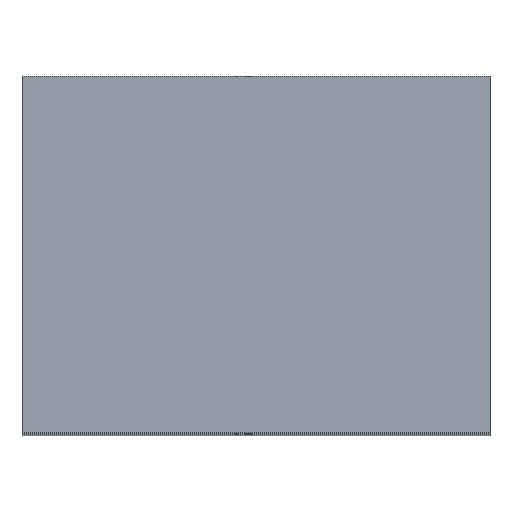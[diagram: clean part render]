
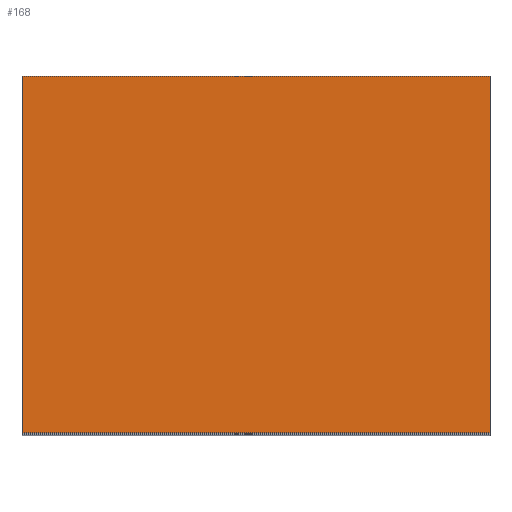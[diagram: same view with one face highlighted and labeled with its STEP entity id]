
A CAD part, top view. The second image highlights one B-rep face of the part: STEP entity #168.
In plain terms, the highlighted planar face has unit normal (0, 0, 1).
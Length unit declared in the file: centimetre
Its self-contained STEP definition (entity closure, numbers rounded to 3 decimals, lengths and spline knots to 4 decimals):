
#168=ADVANCED_FACE('0:2162',(#285),#286,.T.);
#285=FACE_OUTER_BOUND('',#370,.T.);
#286=PLANE('',#371);
#370=EDGE_LOOP('',(#405,#406,#407,#408));
#371=AXIS2_PLACEMENT_3D('',#409,#410,#411);
#405=ORIENTED_EDGE('',*,*,#452,.T.);
#406=ORIENTED_EDGE('',*,*,#453,.F.);
#407=ORIENTED_EDGE('',*,*,#449,.F.);
#408=ORIENTED_EDGE('',*,*,#454,.T.);
#409=CARTESIAN_POINT('',(-1.45,0.0,-0.1));
#410=DIRECTION('',(0.0,-0.0,1.0));
#411=DIRECTION('',(1.0,0.0,-0.0));
#449=EDGE_CURVE('0:2195',#471,#473,#474,.T.);
#452=EDGE_CURVE('0:2189',#477,#478,#479,.T.);
#453=EDGE_CURVE('0:2192',#473,#478,#480,.T.);
#454=EDGE_CURVE('0:2180',#471,#477,#481,.F.);
#471=VERTEX_POINT('',#502);
#473=VERTEX_POINT('',#505);
#474=LINE('',#506,#507);
#477=VERTEX_POINT('',#511);
#478=VERTEX_POINT('',#512);
#479=LINE('',#513,#514);
#480=LINE('',#515,#516);
#481=LINE('',#517,#518);
#502=CARTESIAN_POINT('',(-0.153,0.0,-0.1));
#505=CARTESIAN_POINT('',(-2.4,0.0,-0.1));
#506=CARTESIAN_POINT('',(-0.5,0.0,-0.1));
#507=VECTOR('',#532,1.0);
#511=CARTESIAN_POINT('',(-0.153,1.71,-0.1));
#512=CARTESIAN_POINT('',(-2.4,1.71,-0.1));
#513=CARTESIAN_POINT('',(-0.5,1.71,-0.1));
#514=VECTOR('',#534,1.0);
#515=CARTESIAN_POINT('',(-2.4,0.0,-0.1));
#516=VECTOR('',#535,1.0);
#517=CARTESIAN_POINT('',(-0.153,0.0,-0.1));
#518=VECTOR('',#536,1.0);
#532=DIRECTION('',(-1.0,0.0,0.0));
#534=DIRECTION('',(-1.0,0.0,0.0));
#535=DIRECTION('',(0.0,1.0,0.0));
#536=DIRECTION('',(0.0,-1.0,-0.0));
